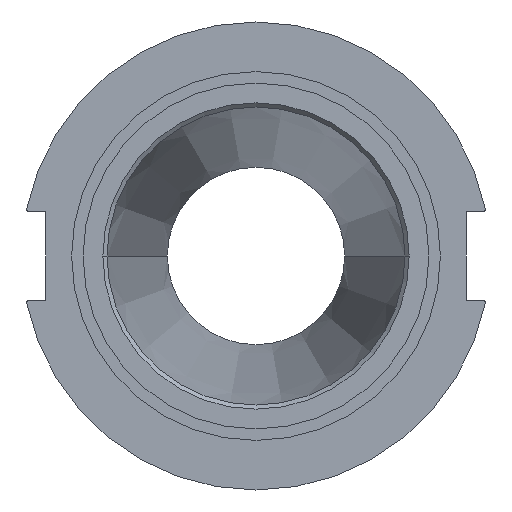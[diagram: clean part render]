
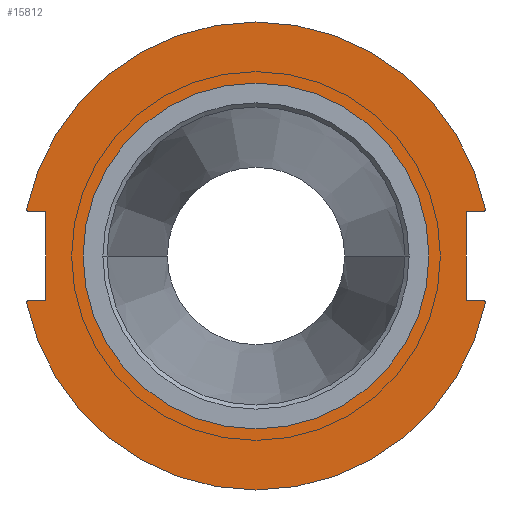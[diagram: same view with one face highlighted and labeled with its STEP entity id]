
A CAD part, left-side view. The second image highlights one B-rep face of the part: STEP entity #15812.
In plain terms, the highlighted planar face has unit normal (-1, 0, 0).
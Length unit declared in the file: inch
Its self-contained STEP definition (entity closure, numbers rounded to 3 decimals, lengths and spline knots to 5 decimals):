
#5394=CARTESIAN_POINT('',(0.,0.,0.));
#5395=DIRECTION('',(-1.,0.,0.));
#5396=DIRECTION('',(0.,1.,0.));
#5397=AXIS2_PLACEMENT_3D('',#5394,#5395,#5396);
#5399=CARTESIAN_POINT('',(0.,0.,0.));
#5400=DIRECTION('',(-1.,0.,0.));
#5401=DIRECTION('',(0.,-1.,0.));
#5402=AXIS2_PLACEMENT_3D('',#5399,#5400,#5401);
#5404=CARTESIAN_POINT('',(0.,1.91979,0.395));
#5405=DIRECTION('',(-1.,0.,0.));
#5406=DIRECTION('',(0.,0.979,0.202));
#5407=AXIS2_PLACEMENT_3D('',#5404,#5405,#5406);
#5409=CARTESIAN_POINT('',(0.,0.,0.));
#5410=DIRECTION('',(1.,0.,0.));
#5411=DIRECTION('',(0.,0.979,0.202));
#5412=AXIS2_PLACEMENT_3D('',#5409,#5410,#5411);
#5414=CARTESIAN_POINT('',(0.,-1.91979,0.395));
#5415=DIRECTION('',(-1.,0.,0.));
#5416=DIRECTION('',(0.,0.,-1.));
#5417=AXIS2_PLACEMENT_3D('',#5414,#5415,#5416);
#5419=DIRECTION('',(0.,1.,0.));
#5420=VECTOR('',#5419,0.14229);
#5421=CARTESIAN_POINT('',(0.,-1.91979,0.375));
#5422=LINE('',#5421,#5420);
#5423=DIRECTION('',(0.,0.,-1.));
#5424=VECTOR('',#5423,0.75);
#5425=CARTESIAN_POINT('',(0.,-1.7775,0.375));
#5426=LINE('',#5425,#5424);
#5427=DIRECTION('',(0.,1.,0.));
#5428=VECTOR('',#5427,0.14229);
#5429=CARTESIAN_POINT('',(0.,-1.91979,-0.375));
#5430=LINE('',#5429,#5428);
#5431=CARTESIAN_POINT('',(0.,-1.91979,-0.395));
#5432=DIRECTION('',(-1.,0.,0.));
#5433=DIRECTION('',(0.,-0.979,-0.202));
#5434=AXIS2_PLACEMENT_3D('',#5431,#5432,#5433);
#5436=CARTESIAN_POINT('',(0.,0.,0.));
#5437=DIRECTION('',(-1.,0.,0.));
#5438=DIRECTION('',(0.,0.979,-0.202));
#5439=AXIS2_PLACEMENT_3D('',#5436,#5437,#5438);
#5441=CARTESIAN_POINT('',(0.,1.91979,-0.395));
#5442=DIRECTION('',(-1.,0.,0.));
#5443=DIRECTION('',(0.,0.,1.));
#5444=AXIS2_PLACEMENT_3D('',#5441,#5442,#5443);
#5446=DIRECTION('',(0.,-1.,0.));
#5447=VECTOR('',#5446,0.14229);
#5448=CARTESIAN_POINT('',(0.,1.91979,-0.375));
#5449=LINE('',#5448,#5447);
#5450=DIRECTION('',(0.,0.,1.));
#5451=VECTOR('',#5450,0.75);
#5452=CARTESIAN_POINT('',(0.,1.7775,-0.375));
#5453=LINE('',#5452,#5451);
#5454=DIRECTION('',(0.,-1.,0.));
#5455=VECTOR('',#5454,0.14229);
#5456=CARTESIAN_POINT('',(0.,1.91979,0.375));
#5457=LINE('',#5456,#5455);
#10992=CARTESIAN_POINT('',(0.,1.463,0.));
#10993=CARTESIAN_POINT('',(0.,-1.463,0.));
#10994=VERTEX_POINT('',#10992);
#10995=VERTEX_POINT('',#10993);
#11004=CARTESIAN_POINT('',(0.,1.7775,-0.375));
#11005=CARTESIAN_POINT('',(0.,1.7775,0.375));
#11006=VERTEX_POINT('',#11004);
#11007=VERTEX_POINT('',#11005);
#11008=CARTESIAN_POINT('',(0.,-1.7775,0.375));
#11009=CARTESIAN_POINT('',(0.,-1.7775,-0.375));
#11010=VERTEX_POINT('',#11008);
#11011=VERTEX_POINT('',#11009);
#11020=CARTESIAN_POINT('',(0.,1.93937,0.39903));
#11021=CARTESIAN_POINT('',(0.,1.91979,0.375));
#11022=VERTEX_POINT('',#11020);
#11023=VERTEX_POINT('',#11021);
#11028=CARTESIAN_POINT('',(0.,1.91979,-0.375));
#11029=CARTESIAN_POINT('',(0.,1.93937,-0.39903));
#11030=VERTEX_POINT('',#11028);
#11031=VERTEX_POINT('',#11029);
#11036=CARTESIAN_POINT('',(0.,-1.93937,-0.39903));
#11037=CARTESIAN_POINT('',(0.,-1.91979,-0.375));
#11038=VERTEX_POINT('',#11036);
#11039=VERTEX_POINT('',#11037);
#11044=CARTESIAN_POINT('',(0.,-1.91979,0.375));
#11045=CARTESIAN_POINT('',(0.,-1.93937,0.39903));
#11046=VERTEX_POINT('',#11044);
#11047=VERTEX_POINT('',#11045);
#15776=CARTESIAN_POINT('',(0.,0.,0.));
#15777=DIRECTION('',(-1.,0.,0.));
#15778=DIRECTION('',(0.,1.,0.));
#15779=AXIS2_PLACEMENT_3D('',#15776,#15777,#15778);
#15780=PLANE('',#15779);
#15781=ORIENTED_EDGE('',*,*,#15766,.F.);
#15783=ORIENTED_EDGE('',*,*,#15782,.T.);
#15785=ORIENTED_EDGE('',*,*,#15784,.F.);
#15787=ORIENTED_EDGE('',*,*,#15786,.T.);
#15789=ORIENTED_EDGE('',*,*,#15788,.T.);
#15791=ORIENTED_EDGE('',*,*,#15790,.F.);
#15793=ORIENTED_EDGE('',*,*,#15792,.F.);
#15795=ORIENTED_EDGE('',*,*,#15794,.F.);
#15797=ORIENTED_EDGE('',*,*,#15796,.F.);
#15799=ORIENTED_EDGE('',*,*,#15798,.T.);
#15801=ORIENTED_EDGE('',*,*,#15800,.T.);
#15803=ORIENTED_EDGE('',*,*,#15802,.F.);
#15804=EDGE_LOOP('',(#15781,#15783,#15785,#15787,#15789,#15791,#15793,#15795,
#15797,#15799,#15801,#15803));
#15805=FACE_OUTER_BOUND('',#15804,.F.);
#15807=ORIENTED_EDGE('',*,*,#15806,.T.);
#15809=ORIENTED_EDGE('',*,*,#15808,.T.);
#15810=EDGE_LOOP('',(#15807,#15809));
#15811=FACE_BOUND('',#15810,.F.);
#5398=CIRCLE('',#5397,1.463);
#5403=CIRCLE('',#5402,1.463);
#5408=CIRCLE('',#5407,0.02);
#5413=CIRCLE('',#5412,1.98);
#5418=CIRCLE('',#5417,0.02);
#5435=CIRCLE('',#5434,0.02);
#5440=CIRCLE('',#5439,1.98);
#5445=CIRCLE('',#5444,0.02);
#15766=EDGE_CURVE('',#11022,#11023,#5408,.T.);
#15782=EDGE_CURVE('',#11022,#11047,#5413,.T.);
#15784=EDGE_CURVE('',#11046,#11047,#5418,.T.);
#15786=EDGE_CURVE('',#11046,#11010,#5422,.T.);
#15788=EDGE_CURVE('',#11010,#11011,#5426,.T.);
#15790=EDGE_CURVE('',#11039,#11011,#5430,.T.);
#15792=EDGE_CURVE('',#11038,#11039,#5435,.T.);
#15794=EDGE_CURVE('',#11031,#11038,#5440,.T.);
#15796=EDGE_CURVE('',#11030,#11031,#5445,.T.);
#15798=EDGE_CURVE('',#11030,#11006,#5449,.T.);
#15800=EDGE_CURVE('',#11006,#11007,#5453,.T.);
#15802=EDGE_CURVE('',#11023,#11007,#5457,.T.);
#15806=EDGE_CURVE('',#10994,#10995,#5398,.T.);
#15808=EDGE_CURVE('',#10995,#10994,#5403,.T.);
#15812=ADVANCED_FACE('',(#15805,#15811),#15780,.T.);
